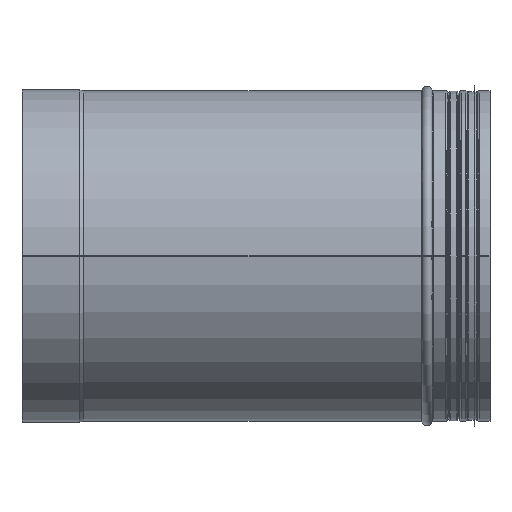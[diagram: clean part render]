
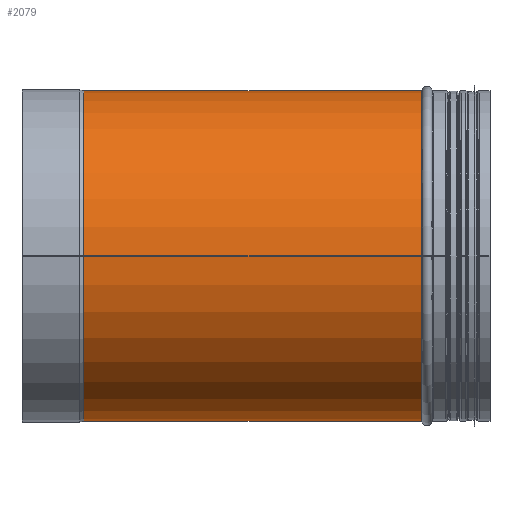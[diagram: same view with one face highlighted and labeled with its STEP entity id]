
A CAD part, left-side view. The second image highlights one B-rep face of the part: STEP entity #2079.
In plain terms, the highlighted cylindrical face has radius 201 mm (diameter 402 mm), a partial arc.
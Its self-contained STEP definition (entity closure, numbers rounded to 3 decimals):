
#170=CIRCLE('',#2308,201.);
#171=CIRCLE('',#2310,201.);
#265=LINE('',#3435,#389);
#282=LINE('',#3486,#406);
#389=VECTOR('',#2564,410.859);
#406=VECTOR('',#2613,410.859);
#546=FACE_BOUND('',#789,.T.);
#643=FACE_OUTER_BOUND('',#788,.T.);
#788=EDGE_LOOP('',(#1603,#1604,#1605,#1606));
#789=EDGE_LOOP('',(#1607));
#873=B_SPLINE_CURVE_WITH_KNOTS('',3,(#3234,#3235,#3236,#3237,#3238,#3239,
#3240,#3241,#3242,#3243,#3244,#3245,#3246,#3247,#3248,#3249,#3250,#3251,
#3252,#3253,#3254,#3255,#3256,#3257,#3258,#3259,#3260,#3261,#3262,#3263,
#3264,#3265,#3266,#3267,#3268,#3269,#3270,#3271,#3272,#3273,#3274,#3275,
#3276,#3277,#3278,#3279,#3280,#3281,#3282,#3283,#3284,#3285,#3286,#3287,
#3288,#3289,#3290,#3291,#3292,#3293,#3294,#3295,#3296,#3297,#3298,#3299,
#3300,#3301,#3302,#3303,#3304,#3305,#3306,#3307,#3308,#3309,#3310,#3311,
#3312,#3313,#3314,#3315),.UNSPECIFIED.,.T.,.F.,(4,2,2,2,2,2,2,2,2,2,2,2,
2,2,2,2,2,2,2,2,2,2,2,2,2,2,2,2,2,2,2,2,2,2,2,2,2,2,2,2,4),(0.,1.618,
3.236,6.471,9.707,12.943,16.086,
19.23,22.374,23.945,25.517,27.089,
28.661,31.805,34.948,38.092,41.328,
44.563,47.799,49.417,51.034,52.652,
54.27,57.506,60.741,63.977,67.121,
70.264,73.408,74.98,76.552,78.123,
79.695,82.839,85.983,89.126,92.362,
95.598,98.833,100.451,102.069),
 .UNSPECIFIED.);
#877=VERTEX_POINT('',#3233);
#916=VERTEX_POINT('',#3428);
#918=VERTEX_POINT('',#3434);
#934=VERTEX_POINT('',#3479);
#936=VERTEX_POINT('',#3485);
#1025=EDGE_CURVE('',#877,#877,#873,.T.);
#1084=EDGE_CURVE('',#918,#916,#265,.T.);
#1109=EDGE_CURVE('',#934,#936,#282,.T.);
#1204=EDGE_CURVE('',#934,#918,#170,.T.);
#1205=EDGE_CURVE('',#936,#916,#171,.T.);
#1603=ORIENTED_EDGE('',*,*,#1084,.T.);
#1604=ORIENTED_EDGE('',*,*,#1205,.F.);
#1605=ORIENTED_EDGE('',*,*,#1109,.F.);
#1606=ORIENTED_EDGE('',*,*,#1204,.T.);
#1607=ORIENTED_EDGE('',*,*,#1025,.T.);
#1836=CYLINDRICAL_SURFACE('',#2309,201.);
#2079=ADVANCED_FACE('',(#643,#546),#1836,.T.);
#2308=AXIS2_PLACEMENT_3D('',#3673,#2857,#2858);
#2309=AXIS2_PLACEMENT_3D('',#3674,#2859,#2860);
#2310=AXIS2_PLACEMENT_3D('',#3675,#2861,#2862);
#2564=DIRECTION('',(0.,-1.,0.));
#2613=DIRECTION('',(0.,-1.,0.));
#2857=DIRECTION('center_axis',(0.,-1.,0.));
#2858=DIRECTION('ref_axis',(-1.,0.,0.));
#2859=DIRECTION('center_axis',(0.,-1.,0.));
#2860=DIRECTION('ref_axis',(-1.,0.,0.));
#2861=DIRECTION('center_axis',(0.,-1.,0.));
#2862=DIRECTION('ref_axis',(-1.,0.,0.));
#3233=CARTESIAN_POINT('',(123.607,310.,158.5));
#3234=CARTESIAN_POINT('Ctrl Pts',(123.607,310.,158.5));
#3235=CARTESIAN_POINT('Ctrl Pts',(123.607,315.393,158.5));
#3236=CARTESIAN_POINT('Ctrl Pts',(123.963,320.773,158.224));
#3237=CARTESIAN_POINT('Ctrl Pts',(125.341,331.436,157.135));
#3238=CARTESIAN_POINT('Ctrl Pts',(126.362,336.719,156.322));
#3239=CARTESIAN_POINT('Ctrl Pts',(130.265,352.328,153.113));
#3240=CARTESIAN_POINT('Ctrl Pts',(133.989,362.417,149.943));
#3241=CARTESIAN_POINT('Ctrl Pts',(142.575,381.569,141.804));
#3242=CARTESIAN_POINT('Ctrl Pts',(147.432,390.648,136.826));
#3243=CARTESIAN_POINT('Ctrl Pts',(157.259,407.458,125.409));
#3244=CARTESIAN_POINT('Ctrl Pts',(162.226,415.188,118.965));
#3245=CARTESIAN_POINT('Ctrl Pts',(171.349,428.77,105.383));
#3246=CARTESIAN_POINT('Ctrl Pts',(175.869,435.167,97.77));
#3247=CARTESIAN_POINT('Ctrl Pts',(184.204,446.63,80.98));
#3248=CARTESIAN_POINT('Ctrl Pts',(188.015,451.697,71.803));
#3249=CARTESIAN_POINT('Ctrl Pts',(194.323,459.966,52.381));
#3250=CARTESIAN_POINT('Ctrl Pts',(196.825,463.176,42.113));
#3251=CARTESIAN_POINT('Ctrl Pts',(199.329,466.377,26.4));
#3252=CARTESIAN_POINT('Ctrl Pts',(199.959,467.178,21.111));
#3253=CARTESIAN_POINT('Ctrl Pts',(200.794,468.239,10.531));
#3254=CARTESIAN_POINT('Ctrl Pts',(201.,468.5,5.239));
#3255=CARTESIAN_POINT('Ctrl Pts',(201.,468.5,-5.239));
#3256=CARTESIAN_POINT('Ctrl Pts',(200.794,468.239,-10.531));
#3257=CARTESIAN_POINT('Ctrl Pts',(199.959,467.178,-21.111));
#3258=CARTESIAN_POINT('Ctrl Pts',(199.329,466.377,-26.4));
#3259=CARTESIAN_POINT('Ctrl Pts',(196.825,463.176,-42.113));
#3260=CARTESIAN_POINT('Ctrl Pts',(194.323,459.966,-52.381));
#3261=CARTESIAN_POINT('Ctrl Pts',(188.015,451.697,-71.803));
#3262=CARTESIAN_POINT('Ctrl Pts',(184.204,446.63,-80.98));
#3263=CARTESIAN_POINT('Ctrl Pts',(175.869,435.167,-97.77));
#3264=CARTESIAN_POINT('Ctrl Pts',(171.349,428.77,-105.383));
#3265=CARTESIAN_POINT('Ctrl Pts',(162.226,415.188,-118.965));
#3266=CARTESIAN_POINT('Ctrl Pts',(157.259,407.458,-125.409));
#3267=CARTESIAN_POINT('Ctrl Pts',(147.432,390.648,-136.826));
#3268=CARTESIAN_POINT('Ctrl Pts',(142.575,381.569,-141.804));
#3269=CARTESIAN_POINT('Ctrl Pts',(133.989,362.417,-149.943));
#3270=CARTESIAN_POINT('Ctrl Pts',(130.265,352.328,-153.113));
#3271=CARTESIAN_POINT('Ctrl Pts',(126.362,336.719,-156.322));
#3272=CARTESIAN_POINT('Ctrl Pts',(125.341,331.436,-157.135));
#3273=CARTESIAN_POINT('Ctrl Pts',(123.963,320.773,-158.224));
#3274=CARTESIAN_POINT('Ctrl Pts',(123.607,315.393,-158.5));
#3275=CARTESIAN_POINT('Ctrl Pts',(123.607,304.607,-158.5));
#3276=CARTESIAN_POINT('Ctrl Pts',(123.963,299.227,-158.224));
#3277=CARTESIAN_POINT('Ctrl Pts',(125.341,288.564,-157.135));
#3278=CARTESIAN_POINT('Ctrl Pts',(126.362,283.281,-156.322));
#3279=CARTESIAN_POINT('Ctrl Pts',(130.265,267.672,-153.113));
#3280=CARTESIAN_POINT('Ctrl Pts',(133.989,257.583,-149.943));
#3281=CARTESIAN_POINT('Ctrl Pts',(142.575,238.431,-141.804));
#3282=CARTESIAN_POINT('Ctrl Pts',(147.432,229.352,-136.826));
#3283=CARTESIAN_POINT('Ctrl Pts',(157.259,212.542,-125.409));
#3284=CARTESIAN_POINT('Ctrl Pts',(162.226,204.812,-118.965));
#3285=CARTESIAN_POINT('Ctrl Pts',(171.349,191.23,-105.383));
#3286=CARTESIAN_POINT('Ctrl Pts',(175.869,184.833,-97.77));
#3287=CARTESIAN_POINT('Ctrl Pts',(184.204,173.37,-80.98));
#3288=CARTESIAN_POINT('Ctrl Pts',(188.015,168.303,-71.803));
#3289=CARTESIAN_POINT('Ctrl Pts',(194.323,160.034,-52.381));
#3290=CARTESIAN_POINT('Ctrl Pts',(196.825,156.824,-42.113));
#3291=CARTESIAN_POINT('Ctrl Pts',(199.329,153.623,-26.4));
#3292=CARTESIAN_POINT('Ctrl Pts',(199.959,152.822,-21.111));
#3293=CARTESIAN_POINT('Ctrl Pts',(200.794,151.761,-10.531));
#3294=CARTESIAN_POINT('Ctrl Pts',(201.,151.5,-5.239));
#3295=CARTESIAN_POINT('Ctrl Pts',(201.,151.5,5.239));
#3296=CARTESIAN_POINT('Ctrl Pts',(200.794,151.761,10.531));
#3297=CARTESIAN_POINT('Ctrl Pts',(199.959,152.822,21.111));
#3298=CARTESIAN_POINT('Ctrl Pts',(199.329,153.623,26.4));
#3299=CARTESIAN_POINT('Ctrl Pts',(196.825,156.824,42.113));
#3300=CARTESIAN_POINT('Ctrl Pts',(194.323,160.034,52.381));
#3301=CARTESIAN_POINT('Ctrl Pts',(188.015,168.303,71.803));
#3302=CARTESIAN_POINT('Ctrl Pts',(184.204,173.37,80.98));
#3303=CARTESIAN_POINT('Ctrl Pts',(175.869,184.833,97.77));
#3304=CARTESIAN_POINT('Ctrl Pts',(171.349,191.23,105.383));
#3305=CARTESIAN_POINT('Ctrl Pts',(162.226,204.812,118.965));
#3306=CARTESIAN_POINT('Ctrl Pts',(157.259,212.542,125.409));
#3307=CARTESIAN_POINT('Ctrl Pts',(147.432,229.352,136.826));
#3308=CARTESIAN_POINT('Ctrl Pts',(142.575,238.431,141.804));
#3309=CARTESIAN_POINT('Ctrl Pts',(133.989,257.583,149.943));
#3310=CARTESIAN_POINT('Ctrl Pts',(130.265,267.672,153.113));
#3311=CARTESIAN_POINT('Ctrl Pts',(126.362,283.281,156.322));
#3312=CARTESIAN_POINT('Ctrl Pts',(125.341,288.564,157.135));
#3313=CARTESIAN_POINT('Ctrl Pts',(123.963,299.227,158.224));
#3314=CARTESIAN_POINT('Ctrl Pts',(123.607,304.607,158.5));
#3315=CARTESIAN_POINT('Ctrl Pts',(123.607,310.,158.5));
#3428=CARTESIAN_POINT('',(-201.,83.828,0.351));
#3434=CARTESIAN_POINT('',(-201.,494.688,0.351));
#3435=CARTESIAN_POINT('',(-201.,494.688,0.351));
#3479=CARTESIAN_POINT('',(-201.,494.688,0.));
#3485=CARTESIAN_POINT('',(-201.,83.828,0.));
#3486=CARTESIAN_POINT('',(-201.,494.688,0.));
#3673=CARTESIAN_POINT('Origin',(0.,494.688,0.));
#3674=CARTESIAN_POINT('Origin',(0.,279.233,0.));
#3675=CARTESIAN_POINT('Origin',(0.,83.828,0.));
